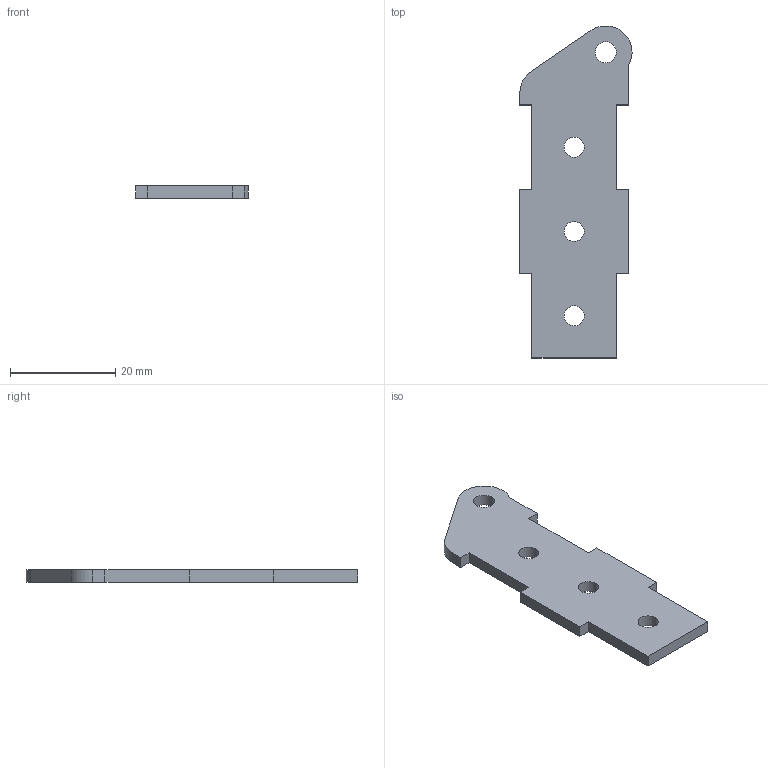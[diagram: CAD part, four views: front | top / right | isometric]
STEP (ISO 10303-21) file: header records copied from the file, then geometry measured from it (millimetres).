
FILE_DESCRIPTION (( 'STEP AP214' ), '1' );
FILE_NAME ('am-3968 S3 Linear Motion Main Bracket.STEP', '2019-08-29T14:08:01', ( '' ), ( '' ), 'SwSTEP 2.0', 'SolidWorks 2019', '' );
FILE_SCHEMA (( 'AUTOMOTIVE_DESIGN' ));
Length unit declared in the file: inch
Products named in the file (1): am-3968 S3 Linear Motion Main Bracket
Bounding box: 21.28 x 62.98 x 2.29 mm (x, y, z)
Volume: 2347.4 mm3; surface area: 2547.5 mm2
Topology: 1 solids, 1 shells, 28 faces, 78 edges, 52 vertices
Faces by surface type: plane 18, cylinder 10
Entity records: 958 total; most frequent: CARTESIAN_POINT 159, DIRECTION 156, ORIENTED_EDGE 156, EDGE_CURVE 78, LINE 58, VECTOR 58, VERTEX_POINT 52, AXIS2_PLACEMENT_3D 49
